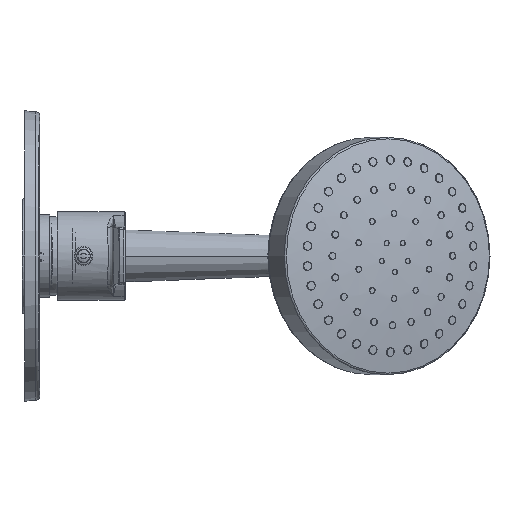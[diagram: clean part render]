
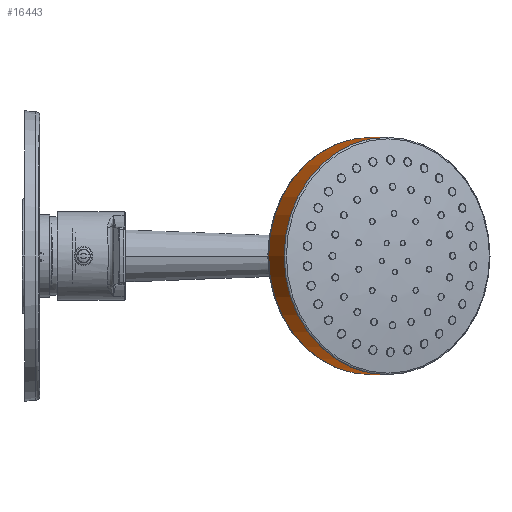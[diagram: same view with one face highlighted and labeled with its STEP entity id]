
A CAD part, front view. The second image highlights one B-rep face of the part: STEP entity #16443.
In plain terms, the highlighted cylindrical face has radius 60 mm (diameter 120 mm), a full revolution.
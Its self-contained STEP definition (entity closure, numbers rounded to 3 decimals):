
#90 = CIRCLE ( 'NONE', #17502, 60. ) ;
#321 = ORIENTED_EDGE ( 'NONE', *, *, #12241, .T. ) ;
#540 = AXIS2_PLACEMENT_3D ( 'NONE', #10065, #12843, #8415 ) ;
#1588 = FACE_OUTER_BOUND ( 'NONE', #2951, .T. ) ;
#2436 = DIRECTION ( 'NONE',  ( 0.866, 0.5, 0. ) ) ;
#2799 = DIRECTION ( 'NONE',  ( 0.5, -0.866, 0. ) ) ;
#2951 = EDGE_LOOP ( 'NONE', ( #321 ) ) ;
#2955 = CARTESIAN_POINT ( 'NONE',  ( 192.042, 319.247, 0. ) ) ;
#2969 = FACE_OUTER_BOUND ( 'NONE', #14968, .T. ) ;
#5899 = CARTESIAN_POINT ( 'NONE',  ( 287.862, 393.283, 0. ) ) ;
#7876 = DIRECTION ( 'NONE',  ( 0.5, -0.866, 0. ) ) ;
#8415 = DIRECTION ( 'NONE',  ( -0.866, -0.5, 0. ) ) ;
#8691 = CYLINDRICAL_SURFACE ( 'NONE', #12788, 60. ) ;
#10065 = CARTESIAN_POINT ( 'NONE',  ( 244.004, 349.247, 0. ) ) ;
#10242 = ORIENTED_EDGE ( 'NONE', *, *, #15093, .T. ) ;
#11811 = VERTEX_POINT ( 'NONE', #5899 ) ;
#12241 = EDGE_CURVE ( 'NONE', #14124, #14124, #14099, .T. ) ;
#12395 = CARTESIAN_POINT ( 'NONE',  ( 235.9, 363.283, 0. ) ) ;
#12788 = AXIS2_PLACEMENT_3D ( 'NONE', #16918, #2799, #12936 ) ;
#12843 = DIRECTION ( 'NONE',  ( -0.5, 0.866, 0. ) ) ;
#12936 = DIRECTION ( 'NONE',  ( 0.866, 0.5, 0. ) ) ;
#14099 = CIRCLE ( 'NONE', #540, 60. ) ;
#14124 = VERTEX_POINT ( 'NONE', #2955 ) ;
#14968 = EDGE_LOOP ( 'NONE', ( #10242 ) ) ;
#15093 = EDGE_CURVE ( 'NONE', #11811, #11811, #90, .T. ) ;
#16443 = ADVANCED_FACE ( 'NONE', ( #2969, #1588 ), #8691, .T. ) ;
#16918 = CARTESIAN_POINT ( 'NONE',  ( 247.9, 342.499, 0. ) ) ;
#17502 = AXIS2_PLACEMENT_3D ( 'NONE', #12395, #7876, #2436 ) ;
